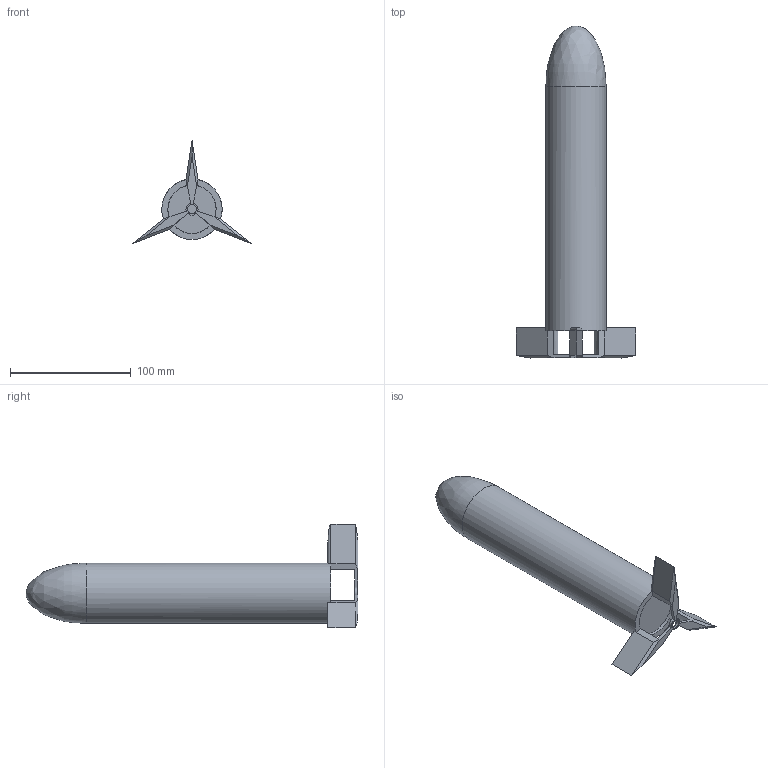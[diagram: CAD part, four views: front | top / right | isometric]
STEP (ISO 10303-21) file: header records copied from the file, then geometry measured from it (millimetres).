
FILE_DESCRIPTION(/* description */ (''),/* implementation_level */ '2;1');
FILE_NAME(/* name */ 'Tmp v2.step',/* time_stamp */ '2023-09-28T22:50:12-04:00',/* author */ (''),/* organization */ (''),/* preprocessor_version */ 'ST-DEVELOPER v20',/* originating_system */ 'Autodesk Translation Framework v12.14.0.127',/* authorisation */ '');
FILE_SCHEMA (('AUTOMOTIVE_DESIGN { 1 0 10303 214 3 1 1 }'));
Length unit declared in the file: millimetre
Products named in the file (1): Tmp
Bounding box: 99.03 x 275 x 85.76 mm (x, y, z)
Volume: 475531.6 mm3; surface area: 48320.4 mm2
Topology: 1 solids, 1 shells, 36 faces, 105 edges, 66 vertices
Faces by surface type: plane 27, cylinder 8, bspline 1
Full cylindrical faces by diameter (mm): 7.5 x1, 40 x1, 50 x1
Entity records: 1256 total; most frequent: CARTESIAN_POINT 251, ORIENTED_EDGE 208, DIRECTION 201, EDGE_CURVE 104, LINE 75, VECTOR 75, VERTEX_POINT 66, AXIS2_PLACEMENT_3D 63
